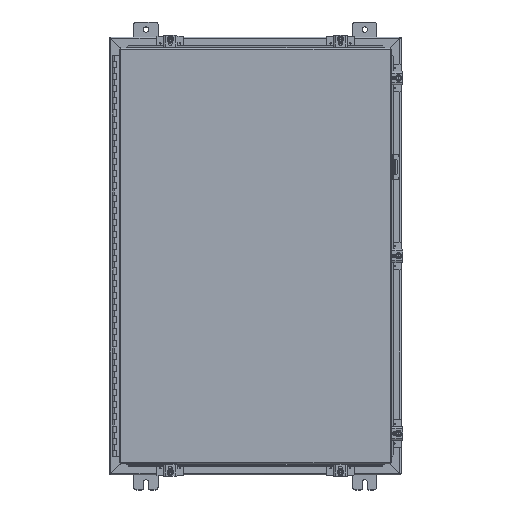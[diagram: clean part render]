
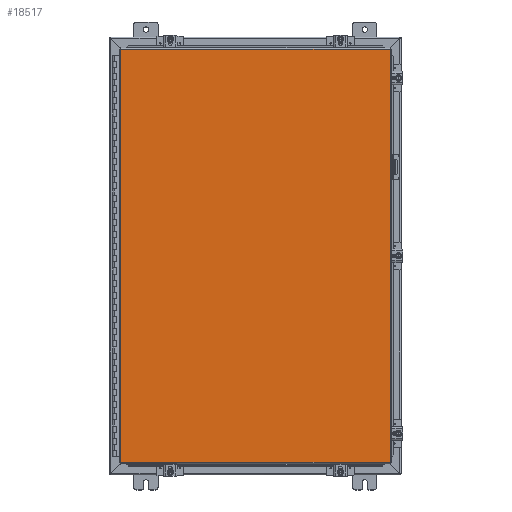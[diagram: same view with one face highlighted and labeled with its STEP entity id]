
A CAD part, top view. The second image highlights one B-rep face of the part: STEP entity #18517.
In plain terms, the highlighted face is planar.
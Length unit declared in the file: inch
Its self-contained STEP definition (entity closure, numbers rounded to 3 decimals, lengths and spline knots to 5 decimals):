
#1511=PLANE('',#20002);
#2281=FACE_OUTER_BOUND('',#3286,.T.);
#3286=EDGE_LOOP('',(#14250,#14251,#14252,#14253));
#4509=LINE('',#28761,#6399);
#4515=LINE('',#28882,#6405);
#4525=LINE('',#29035,#6415);
#4528=LINE('',#29068,#6418);
#6399=VECTOR('',#22584,0.3937);
#6405=VECTOR('',#22598,0.3937);
#6415=VECTOR('',#22620,0.3937);
#6418=VECTOR('',#22629,0.3937);
#8809=VERTEX_POINT('',#28752);
#8810=VERTEX_POINT('',#28760);
#8813=VERTEX_POINT('',#28830);
#8814=VERTEX_POINT('',#28874);
#10818=EDGE_CURVE('',#8810,#8809,#4509,.T.);
#10831=EDGE_CURVE('',#8813,#8814,#4515,.T.);
#10848=EDGE_CURVE('',#8809,#8813,#4525,.T.);
#10852=EDGE_CURVE('',#8814,#8810,#4528,.T.);
#14250=ORIENTED_EDGE('',*,*,#10848,.T.);
#14251=ORIENTED_EDGE('',*,*,#10831,.T.);
#14252=ORIENTED_EDGE('',*,*,#10852,.T.);
#14253=ORIENTED_EDGE('',*,*,#10818,.T.);
#18517=ADVANCED_FACE('',(#2281),#1511,.F.);
#20002=AXIS2_PLACEMENT_3D('',#29148,#22643,#22644);
#22584=DIRECTION('',(-1.,0.,0.));
#22598=DIRECTION('',(1.,0.,0.));
#22620=DIRECTION('',(0.,1.,0.));
#22629=DIRECTION('',(0.,-1.,0.));
#22643=DIRECTION('center_axis',(0.,0.,1.));
#22644=DIRECTION('ref_axis',(1.,0.,0.));
#28752=CARTESIAN_POINT('',(-11.08225,-16.9885,0.));
#28760=CARTESIAN_POINT('',(11.08225,-16.9885,0.));
#28761=CARTESIAN_POINT('',(5.54113,-16.9885,0.));
#28830=CARTESIAN_POINT('',(-11.08225,16.9885,0.));
#28874=CARTESIAN_POINT('',(11.08225,16.9885,0.));
#28882=CARTESIAN_POINT('',(-5.59375,16.9885,0.));
#29035=CARTESIAN_POINT('',(-11.08225,-8.49425,0.));
#29068=CARTESIAN_POINT('',(11.08225,8.49425,0.));
#29148=CARTESIAN_POINT('Origin',(0.,0.,
0.));
